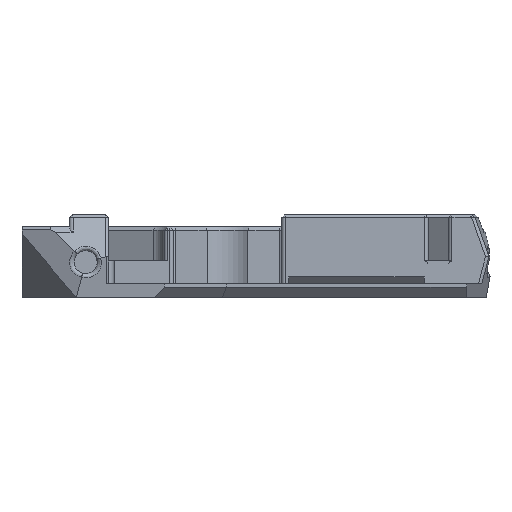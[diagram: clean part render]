
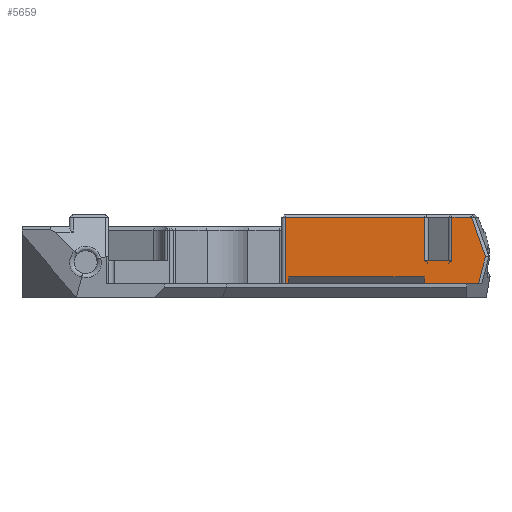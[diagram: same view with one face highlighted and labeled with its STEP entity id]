
A CAD part, left-side view. The second image highlights one B-rep face of the part: STEP entity #5659.
In plain terms, the highlighted planar face has unit normal (-1, 0, 0).
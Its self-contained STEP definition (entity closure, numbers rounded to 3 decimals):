
#45=B_SPLINE_CURVE_WITH_KNOTS('',3,(#8660,#8661,#8662,#8663),
 .UNSPECIFIED.,.F.,.F.,(4,4),(1.311,1.571),
 .UNSPECIFIED.);
#155=PLANE('',#6040);
#375=FACE_OUTER_BOUND('',#701,.T.);
#701=EDGE_LOOP('',(#4161,#4162,#4163,#4164,#4165,#4166,#4167,#4168,#4169,
#4170,#4171,#4172,#4173,#4174));
#1129=LINE('',#8465,#1735);
#1142=LINE('',#8498,#1748);
#1164=LINE('',#8687,#1770);
#1165=LINE('',#8690,#1771);
#1168=LINE('',#8701,#1774);
#1169=LINE('',#8703,#1775);
#1170=LINE('',#8705,#1776);
#1171=LINE('',#8707,#1777);
#1172=LINE('',#8709,#1778);
#1173=LINE('',#8711,#1779);
#1174=LINE('',#8712,#1780);
#1175=LINE('',#8714,#1781);
#1176=LINE('',#8715,#1782);
#1735=VECTOR('',#6755,10.);
#1748=VECTOR('',#6786,10.);
#1770=VECTOR('',#6836,10.);
#1771=VECTOR('',#6839,10.);
#1774=VECTOR('',#6852,10.);
#1775=VECTOR('',#6853,10.);
#1776=VECTOR('',#6854,10.);
#1777=VECTOR('',#6855,10.);
#1778=VECTOR('',#6856,10.);
#1779=VECTOR('',#6857,10.);
#1780=VECTOR('',#6858,10.);
#1781=VECTOR('',#6859,10.);
#1782=VECTOR('',#6860,10.);
#2512=VERTEX_POINT('',#8435);
#2520=VERTEX_POINT('',#8461);
#2522=VERTEX_POINT('',#8464);
#2531=VERTEX_POINT('',#8491);
#2532=VERTEX_POINT('',#8495);
#2554=VERTEX_POINT('',#8685);
#2555=VERTEX_POINT('',#8689);
#2558=VERTEX_POINT('',#8700);
#2559=VERTEX_POINT('',#8702);
#2560=VERTEX_POINT('',#8704);
#2561=VERTEX_POINT('',#8706);
#2562=VERTEX_POINT('',#8708);
#2563=VERTEX_POINT('',#8710);
#2564=VERTEX_POINT('',#8713);
#3108=EDGE_CURVE('',#2522,#2520,#1129,.T.);
#3125=EDGE_CURVE('',#2531,#2532,#1142,.T.);
#3152=EDGE_CURVE('',#2512,#2522,#45,.T.);
#3163=EDGE_CURVE('',#2520,#2554,#1164,.T.);
#3164=EDGE_CURVE('',#2555,#2512,#1165,.T.);
#3169=EDGE_CURVE('',#2532,#2558,#1168,.T.);
#3170=EDGE_CURVE('',#2559,#2558,#1169,.T.);
#3171=EDGE_CURVE('',#2559,#2560,#1170,.T.);
#3172=EDGE_CURVE('',#2560,#2561,#1171,.T.);
#3173=EDGE_CURVE('',#2561,#2562,#1172,.T.);
#3174=EDGE_CURVE('',#2563,#2562,#1173,.T.);
#3175=EDGE_CURVE('',#2563,#2555,#1174,.T.);
#3176=EDGE_CURVE('',#2564,#2554,#1175,.T.);
#3177=EDGE_CURVE('',#2564,#2531,#1176,.T.);
#4161=ORIENTED_EDGE('',*,*,#3125,.T.);
#4162=ORIENTED_EDGE('',*,*,#3169,.T.);
#4163=ORIENTED_EDGE('',*,*,#3170,.F.);
#4164=ORIENTED_EDGE('',*,*,#3171,.T.);
#4165=ORIENTED_EDGE('',*,*,#3172,.T.);
#4166=ORIENTED_EDGE('',*,*,#3173,.T.);
#4167=ORIENTED_EDGE('',*,*,#3174,.F.);
#4168=ORIENTED_EDGE('',*,*,#3175,.T.);
#4169=ORIENTED_EDGE('',*,*,#3164,.T.);
#4170=ORIENTED_EDGE('',*,*,#3152,.T.);
#4171=ORIENTED_EDGE('',*,*,#3108,.T.);
#4172=ORIENTED_EDGE('',*,*,#3163,.T.);
#4173=ORIENTED_EDGE('',*,*,#3176,.F.);
#4174=ORIENTED_EDGE('',*,*,#3177,.T.);
#5659=ADVANCED_FACE('',(#375),#155,.F.);
#6040=AXIS2_PLACEMENT_3D('',#8699,#6850,#6851);
#6755=DIRECTION('',(0.,1.,0.));
#6786=DIRECTION('',(0.,1.,0.));
#6836=DIRECTION('',(0.,0.,-1.));
#6839=DIRECTION('',(0.,0.332,0.943));
#6850=DIRECTION('center_axis',(1.,0.,0.));
#6851=DIRECTION('ref_axis',(0.,1.,0.));
#6852=DIRECTION('',(0.,0.,-1.));
#6853=DIRECTION('',(0.,1.,0.));
#6854=DIRECTION('',(0.,0.,1.));
#6855=DIRECTION('',(0.,-1.,0.));
#6856=DIRECTION('',(0.,0.,-1.));
#6857=DIRECTION('',(0.,1.,0.));
#6858=DIRECTION('',(0.,-0.249,0.968));
#6859=DIRECTION('',(0.,-1.,0.));
#6860=DIRECTION('',(0.,0.,1.));
#8435=CARTESIAN_POINT('',(57.2,3.589,11.8));
#8461=CARTESIAN_POINT('',(57.2,6.5,11.8));
#8464=CARTESIAN_POINT('',(57.2,3.73,11.8));
#8465=CARTESIAN_POINT('',(57.2,24.,11.8));
#8491=CARTESIAN_POINT('',(57.2,10.5,11.8));
#8495=CARTESIAN_POINT('',(57.2,31.142,11.8));
#8498=CARTESIAN_POINT('',(57.2,24.,11.8));
#8660=CARTESIAN_POINT('Ctrl Pts',(57.2,3.589,11.8));
#8661=CARTESIAN_POINT('Ctrl Pts',(57.2,3.638,11.8));
#8662=CARTESIAN_POINT('Ctrl Pts',(57.2,3.684,11.8));
#8663=CARTESIAN_POINT('Ctrl Pts',(57.2,3.73,11.8));
#8685=CARTESIAN_POINT('',(57.2,6.5,5.389));
#8687=CARTESIAN_POINT('',(57.2,6.5,2.6));
#8689=CARTESIAN_POINT('',(57.2,1.542,5.977));
#8690=CARTESIAN_POINT('',(57.2,2.807,9.575));
#8699=CARTESIAN_POINT('Origin',(57.2,28.,0.));
#8700=CARTESIAN_POINT('',(57.2,31.142,2.));
#8701=CARTESIAN_POINT('',(57.2,31.142,0.));
#8702=CARTESIAN_POINT('',(57.2,30.608,2.));
#8703=CARTESIAN_POINT('',(57.2,31.5,2.));
#8704=CARTESIAN_POINT('',(57.2,30.608,3.));
#8705=CARTESIAN_POINT('',(57.2,30.608,1.));
#8706=CARTESIAN_POINT('',(57.2,10.608,3.));
#8707=CARTESIAN_POINT('',(57.2,24.304,3.));
#8708=CARTESIAN_POINT('',(57.2,10.608,2.));
#8709=CARTESIAN_POINT('',(57.2,10.608,1.));
#8710=CARTESIAN_POINT('',(57.2,2.566,2.));
#8711=CARTESIAN_POINT('',(57.2,31.5,2.));
#8712=CARTESIAN_POINT('',(57.2,5.693,-10.15));
#8713=CARTESIAN_POINT('',(57.2,10.5,5.389));
#8714=CARTESIAN_POINT('',(57.2,19.,5.389));
#8715=CARTESIAN_POINT('',(57.2,10.5,2.6));
